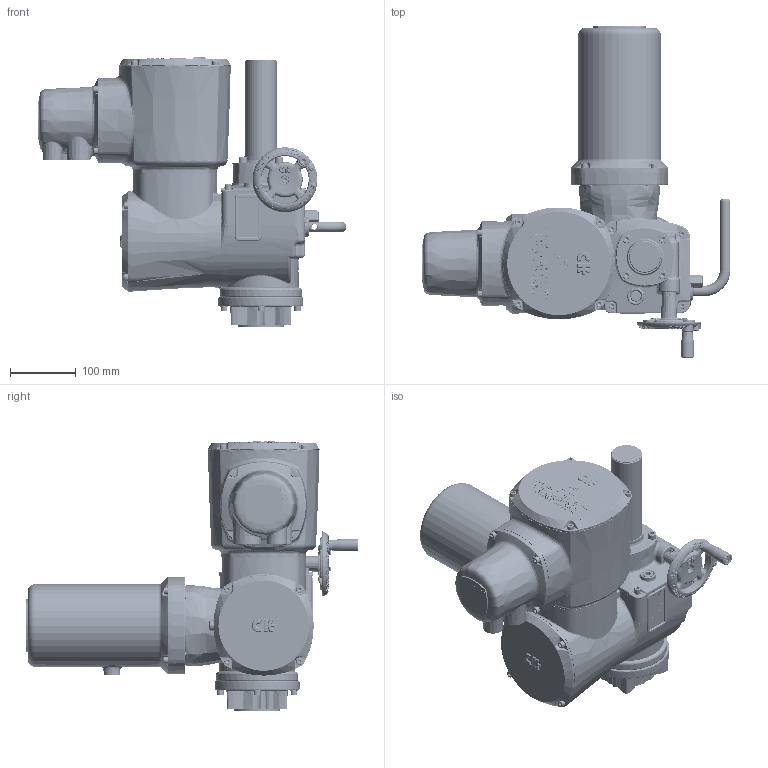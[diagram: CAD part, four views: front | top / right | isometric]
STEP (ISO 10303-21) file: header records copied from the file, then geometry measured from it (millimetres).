
FILE_DESCRIPTION(/* description */ ('Unknown'),/* implementation_level */ '2;1');
FILE_NAME(/* name */ 'A100N0P000X-1',/* time_stamp */ '2019-08-22T19:39:14+05:00',/* author */ ('Unknown'),/* organization */ ('Unknown'),/* preprocessor_version */ 'ST-DEVELOPER v16.7',/* originating_system */ 'DEX',/* authorisation */ $);
FILE_SCHEMA (('AUTOMOTIVE_DESIGN {1 0 10303 214 3 1 1}'));
Length unit declared in the file: millimetre
Products named in the file (1): A100N0P000
Bounding box: 471.34 x 506.7 x 410.75 mm (x, y, z)
Volume: 15848529.7 mm3; surface area: 653058.6 mm2
Topology: 1 solids, 24 shells, 9384 faces, 22022 edges, 13036 vertices
Faces by surface type: plane 3041, bspline 2626, cylinder 2468, torus 597, cone 381, sphere 271
Full cylindrical faces by diameter (mm): 4.917 x16, 6 x12, 6.3 x8, 6.45 x4, 6.47 x4, 6.5 x8, 7 x4, 8 x5, 8.2 x1, 8.376 x8, 9 x4, 10 x27, 10.22 x4, 10.8 x4, 12 x1, 13 x10, 13.5 x1, 14 x1, 14.5 x4, 15.5 x1, 16 x5, 18.376 x1, 19 x1, 20 x1, 23.376 x1, 24 x1, 30.376 x1, 46 x1, 48 x1, 51.45 x1
Entity records: 398759 total; most frequent: CARTESIAN_POINT 143681, ORIENTED_EDGE 42576, DIRECTION 33018, EDGE_CURVE 21288, VERTEX_POINT 12853, AXIS2_PLACEMENT_3D 12666, FACE_BOUND 10333, EDGE_LOOP 10290
